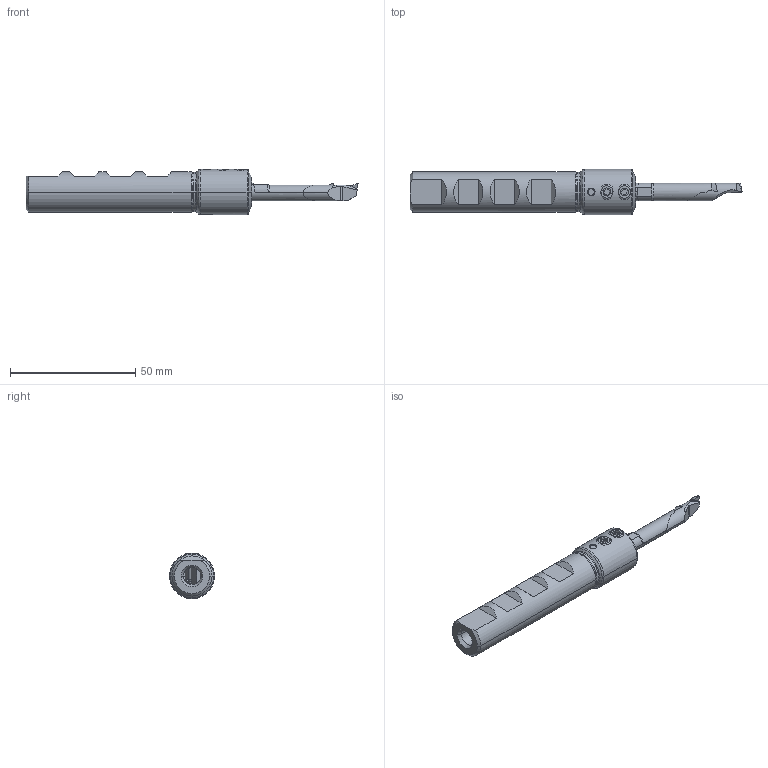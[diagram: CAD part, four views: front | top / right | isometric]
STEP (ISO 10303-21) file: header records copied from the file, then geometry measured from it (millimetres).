
FILE_DESCRIPTION (( 'STEP AP203' ), '1' );
FILE_NAME ('268.016.004C.STEP', '2018-02-20T10:45:04', ( 'SWIAdmin' ), ( 'Hewlett-Packard Company' ), 'SwSTEP 2.0', 'SolidWorks 2017', '' );
FILE_SCHEMA (( 'CONFIG_CONTROL_DESIGN' ));
Length unit declared in the file: millimetre
Products named in the file (8): 268.016.004C; U0X-U16.0XX.090_A_Adapter ›4; Mini_Schaft_7; Axx-BG4.003.xxx_A_Adapter ›4; ISO 4026 - M6 x 6; A07.1835.40.72.20_YR_-IC; A04.1812.12.27.15_YR_-IC; ISO 4026 - M4 x 6_PreviewCfg
Assembly tree (9 placements, depth 2):
  268.016.004C
    U0X-U16.0XX.090_A_Adapter ›4
    Mini_Schaft_7
    Axx-BG4.003.xxx_A_Adapter ›4
    ISO 4026 - M6 x 6  x2
    A07.1835.40.72.20_YR_-IC
    A04.1812.12.27.15_YR_-IC
    ISO 4026 - M4 x 6_PreviewCfg  x2
Bounding box: 132.35 x 18 x 18 mm (x, y, z)
Volume: 19637.5 mm3; surface area: 10693.2 mm2
Topology: 9 solids, 9 shells, 232 faces, 549 edges, 339 vertices
Faces by surface type: plane 89, cylinder 55, cone 51, bspline 24, torus 13
Entity records: 7910 total; most frequent: CARTESIAN_POINT 2656, ORIENTED_EDGE 966, DIRECTION 829, EDGE_CURVE 483, AXIS2_PLACEMENT_3D 316, VERTEX_POINT 299, EDGE_LOOP 220, FACE_OUTER_BOUND 202
